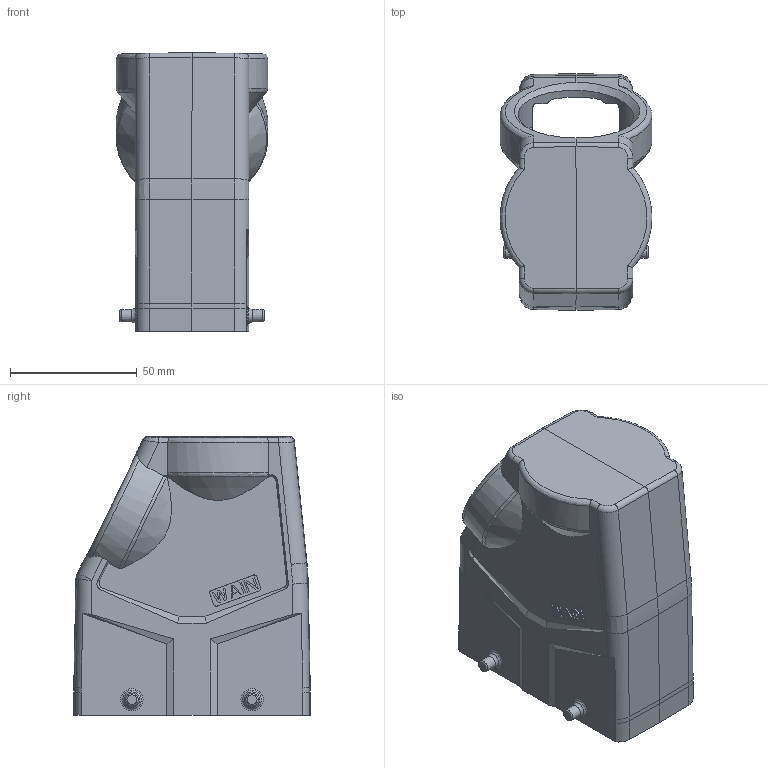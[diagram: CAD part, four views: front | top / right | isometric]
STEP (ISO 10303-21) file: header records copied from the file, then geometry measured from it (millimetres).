
FILE_DESCRIPTION(/* description */ (''),/* implementation_level */ '2;1');
FILE_NAME(/* name */ '36.stp',/* time_stamp */ '2023-12-07T09:26:53+08:00',/* author */ (''),/* organization */ (''),/* preprocessor_version */ 'ST-DEVELOPER v18.1',/* originating_system */ 'SIEMENS PLM Software NX 1980',/* authorisation */ '');
FILE_SCHEMA (('AP203_CONFIGURATION_CONTROLLED_3D_DESIGN_OF_MECHANICAL_PARTS_AND_ASSEMBLIES_MIM_LF { 1 0 10303 403 2 1 2}'));
Length unit declared in the file: millimetre
Products named in the file (1): WV16B-SEH-4B-M50_V1.0_stp
Bounding box: 60 x 93.5 x 110.2 mm (x, y, z)
Volume: 138481.9 mm3; surface area: 56416.7 mm2
Topology: 1 solids, 1 shells, 381 faces, 967 edges, 606 vertices
Faces by surface type: plane 205, cylinder 83, cone 31, torus 28, bspline 24, sphere 10
Full cylindrical faces by diameter (mm): 45.6 x1
Entity records: 12003 total; most frequent: CARTESIAN_POINT 3057, ORIENTED_EDGE 1836, DIRECTION 1792, EDGE_CURVE 918, AXIS2_PLACEMENT_3D 608, VERTEX_POINT 596, LINE 576, VECTOR 576
